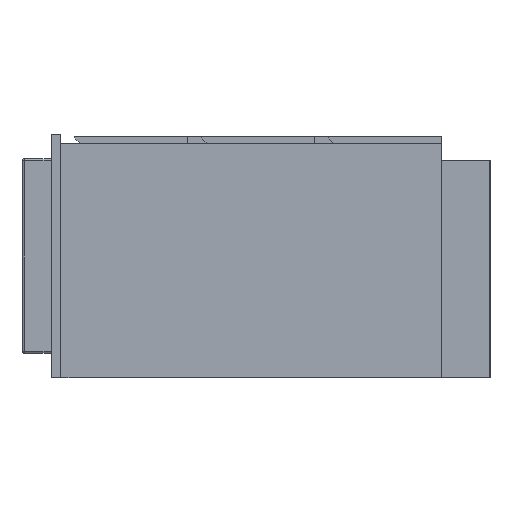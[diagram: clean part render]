
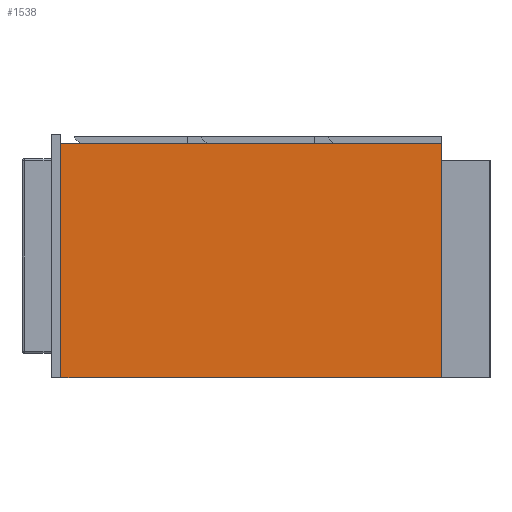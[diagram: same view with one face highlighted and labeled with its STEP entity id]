
A CAD part, left-side view. The second image highlights one B-rep face of the part: STEP entity #1538.
In plain terms, the highlighted planar face has unit normal (-1, 0, 0).
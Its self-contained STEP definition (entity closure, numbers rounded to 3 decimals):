
#49 = DIRECTION ( 'NONE',  ( 0., 0., -1. ) ) ;
#476 = ORIENTED_EDGE ( 'NONE', *, *, #983, .F. ) ;
#589 = VECTOR ( 'NONE', #49, 1000. ) ;
#601 = CARTESIAN_POINT ( 'NONE',  ( -744., -390., 480. ) ) ;
#681 = ORIENTED_EDGE ( 'NONE', *, *, #5168, .T. ) ;
#783 = DIRECTION ( 'NONE',  ( 0., 1., 0. ) ) ;
#898 = VECTOR ( 'NONE', #783, 1000. ) ;
#983 = EDGE_CURVE ( 'NONE', #2552, #3630, #2720, .T. ) ;
#1538 = ADVANCED_FACE ( 'NONE', ( #5459 ), #3217, .T. ) ;
#1609 = VECTOR ( 'NONE', #2102, 1000. ) ;
#1740 = EDGE_CURVE ( 'NONE', #3630, #4182, #6910, .T. ) ;
#1805 = EDGE_CURVE ( 'NONE', #2552, #3572, #4634, .T. ) ;
#1838 = EDGE_LOOP ( 'NONE', ( #4660, #476, #3478, #681 ) ) ;
#2102 = DIRECTION ( 'NONE',  ( 0., 1., 0. ) ) ;
#2379 = VECTOR ( 'NONE', #3954, 1000. ) ;
#2552 = VERTEX_POINT ( 'NONE', #601 ) ;
#2720 = LINE ( 'NONE', #3906, #2379 ) ;
#3217 = PLANE ( 'NONE',  #4715 ) ;
#3297 = CARTESIAN_POINT ( 'NONE',  ( -744., 390., 480. ) ) ;
#3395 = CARTESIAN_POINT ( 'NONE',  ( -744., 390., 480. ) ) ;
#3478 = ORIENTED_EDGE ( 'NONE', *, *, #1805, .T. ) ;
#3572 = VERTEX_POINT ( 'NONE', #4189 ) ;
#3630 = VERTEX_POINT ( 'NONE', #4714 ) ;
#3906 = CARTESIAN_POINT ( 'NONE',  ( -744., -390., 480. ) ) ;
#3954 = DIRECTION ( 'NONE',  ( 0., 0., -1. ) ) ;
#4179 = CARTESIAN_POINT ( 'NONE',  ( -744., 390., 0. ) ) ;
#4182 = VERTEX_POINT ( 'NONE', #6091 ) ;
#4189 = CARTESIAN_POINT ( 'NONE',  ( -744., 390., 480. ) ) ;
#4634 = LINE ( 'NONE', #6143, #1609 ) ;
#4660 = ORIENTED_EDGE ( 'NONE', *, *, #1740, .F. ) ;
#4714 = CARTESIAN_POINT ( 'NONE',  ( -744., -390., 0. ) ) ;
#4715 = AXIS2_PLACEMENT_3D ( 'NONE', #3297, #5522, #7240 ) ;
#5168 = EDGE_CURVE ( 'NONE', #3572, #4182, #6337, .T. ) ;
#5459 = FACE_OUTER_BOUND ( 'NONE', #1838, .T. ) ;
#5522 = DIRECTION ( 'NONE',  ( -1., 0., 0. ) ) ;
#6091 = CARTESIAN_POINT ( 'NONE',  ( -744., 390., 0. ) ) ;
#6143 = CARTESIAN_POINT ( 'NONE',  ( -744., 390., 480. ) ) ;
#6337 = LINE ( 'NONE', #3395, #589 ) ;
#6910 = LINE ( 'NONE', #4179, #898 ) ;
#7240 = DIRECTION ( 'NONE',  ( 0., -1., 0. ) ) ;
